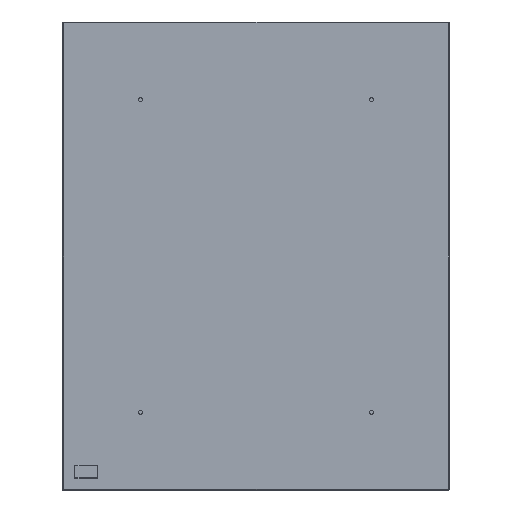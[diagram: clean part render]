
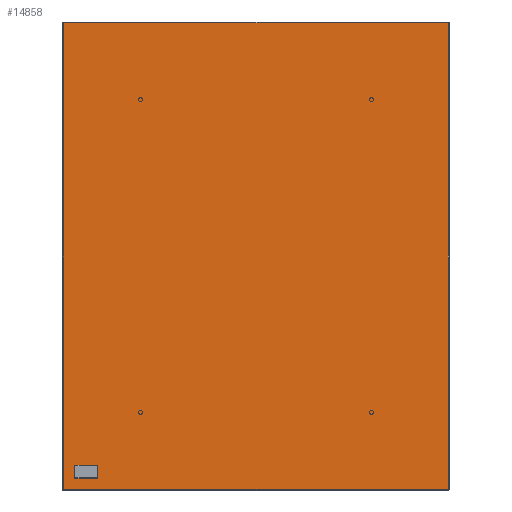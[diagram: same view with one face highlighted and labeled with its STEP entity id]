
A CAD part, left-side view. The second image highlights one B-rep face of the part: STEP entity #14858.
In plain terms, the highlighted planar face has unit normal (-1, 0, 0).
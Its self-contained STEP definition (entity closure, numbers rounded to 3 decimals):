
#14661=CARTESIAN_POINT('',(9054.326,10231.25,-9146.513));
#14662=VERTEX_POINT('',#14661);
#14669=CARTESIAN_POINT('',(9054.326,10231.25,-8544.613));
#14670=VERTEX_POINT('',#14669);
#14671=CARTESIAN_POINT('',(9054.326,10231.25,-9146.513));
#14672=DIRECTION('',(0.0,0.0,1.0));
#14673=VECTOR('',#14672,601.9);
#14674=LINE('',#14671,#14673);
#14675=EDGE_CURVE('',#14662,#14670,#14674,.T.);
#14726=CARTESIAN_POINT('',(9054.326,9734.85,-8544.613));
#14727=VERTEX_POINT('',#14726);
#14728=CARTESIAN_POINT('',(9054.326,10231.25,-8544.613));
#14729=DIRECTION('',(0.0,-1.0,0.0));
#14730=VECTOR('',#14729,496.4);
#14731=LINE('',#14728,#14730);
#14732=EDGE_CURVE('',#14670,#14727,#14731,.T.);
#14774=CARTESIAN_POINT('',(9054.326,9734.85,-9146.513));
#14775=VERTEX_POINT('',#14774);
#14782=CARTESIAN_POINT('',(9054.326,9734.85,-9146.513));
#14783=DIRECTION('',(0.0,1.0,0.0));
#14784=VECTOR('',#14783,496.4);
#14785=LINE('',#14782,#14784);
#14786=EDGE_CURVE('',#14775,#14662,#14785,.T.);
#14842=CARTESIAN_POINT('',(9054.326,9983.05,-9146.514));
#14843=DIRECTION('',(-1.0,0.0,0.0));
#14844=DIRECTION('',(0.0,0.0,1.0));
#14845=AXIS2_PLACEMENT_3D('',#14842,#14843,#14844);
#14846=PLANE('',#14845);
#14847=ORIENTED_EDGE('',*,*,#14675,.F.);
#14848=ORIENTED_EDGE('',*,*,#14786,.F.);
#14849=CARTESIAN_POINT('',(9054.326,9734.85,-8544.613));
#14850=DIRECTION('',(0.0,0.0,-1.0));
#14851=VECTOR('',#14850,601.9);
#14852=LINE('',#14849,#14851);
#14853=EDGE_CURVE('',#14727,#14775,#14852,.T.);
#14854=ORIENTED_EDGE('',*,*,#14853,.F.);
#14855=ORIENTED_EDGE('',*,*,#14732,.F.);
#14856=EDGE_LOOP('',(#14847,#14848,#14854,#14855));
#14857=FACE_OUTER_BOUND('',#14856,.T.);
#14858=ADVANCED_FACE('',(#14857),#14846,.T.);
